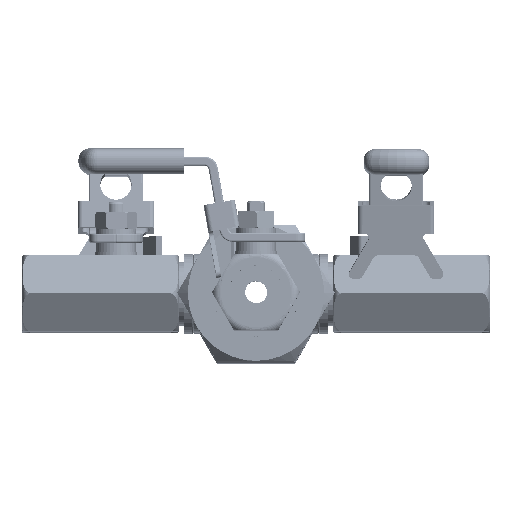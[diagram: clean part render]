
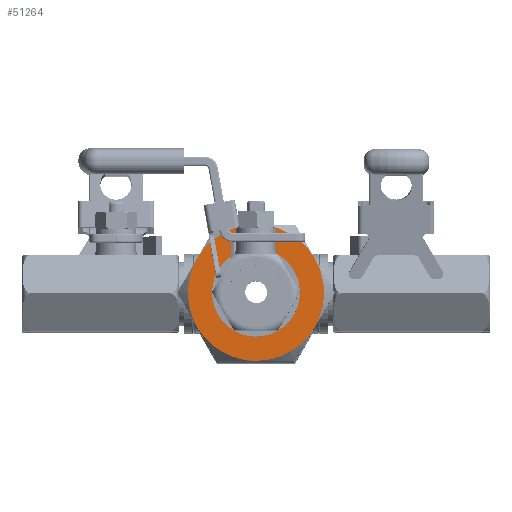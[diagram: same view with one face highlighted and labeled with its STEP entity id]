
A CAD part, top view. The second image highlights one B-rep face of the part: STEP entity #51264.
In plain terms, the highlighted planar face has unit normal (0, 0, 1).
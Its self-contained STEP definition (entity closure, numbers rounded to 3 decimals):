
#485 = VERTEX_POINT ( 'NONE', #19124 ) ;
#1407 = DIRECTION ( 'NONE',  ( 1., 0., 0. ) ) ;
#1505 = ORIENTED_EDGE ( 'NONE', *, *, #29751, .T. ) ;
#1516 = ORIENTED_EDGE ( 'NONE', *, *, #29415, .T. ) ;
#1962 = EDGE_CURVE ( 'NONE', #50758, #485, #15776, .T. ) ;
#3180 = ORIENTED_EDGE ( 'NONE', *, *, #11679, .T. ) ;
#4527 = CARTESIAN_POINT ( 'NONE',  ( 0., -15.2, 23.5 ) ) ;
#4590 = VERTEX_POINT ( 'NONE', #10823 ) ;
#4645 = CARTESIAN_POINT ( 'NONE',  ( 0., 0., 23.5 ) ) ;
#5499 = EDGE_CURVE ( 'NONE', #51523, #4590, #41392, .T. ) ;
#5752 = DIRECTION ( 'NONE',  ( 0., 0., -1. ) ) ;
#5925 = ORIENTED_EDGE ( 'NONE', *, *, #5499, .T. ) ;
#8015 = DIRECTION ( 'NONE',  ( 1., 0., 0. ) ) ;
#9085 = FACE_BOUND ( 'NONE', #25612, .T. ) ;
#9266 = CARTESIAN_POINT ( 'NONE',  ( 0., 0., 23.5 ) ) ;
#9353 = CARTESIAN_POINT ( 'NONE',  ( 0., 0., 23.5 ) ) ;
#9513 = DIRECTION ( 'NONE',  ( 1., 0., 0. ) ) ;
#9785 = EDGE_CURVE ( 'NONE', #4590, #39264, #31578, .T. ) ;
#10255 = DIRECTION ( 'NONE',  ( 1., 0., 0. ) ) ;
#10823 = CARTESIAN_POINT ( 'NONE',  ( 13.164, -7.6, 23.5 ) ) ;
#10925 = CIRCLE ( 'NONE', #32898, 15.2 ) ;
#11679 = EDGE_CURVE ( 'NONE', #17706, #51523, #14737, .T. ) ;
#12948 = CARTESIAN_POINT ( 'NONE',  ( 0., 0., 23.5 ) ) ;
#13014 = ORIENTED_EDGE ( 'NONE', *, *, #37263, .F. ) ;
#13766 = DIRECTION ( 'NONE',  ( 1., 0., 0. ) ) ;
#13827 = VERTEX_POINT ( 'NONE', #33058 ) ;
#14600 = DIRECTION ( 'NONE',  ( 0., 0., 1. ) ) ;
#14737 = CIRCLE ( 'NONE', #40130, 15.2 ) ;
#15776 = CIRCLE ( 'NONE', #24224, 15.2 ) ;
#16065 = CIRCLE ( 'NONE', #43954, 9.8 ) ;
#17363 = VERTEX_POINT ( 'NONE', #30761 ) ;
#17706 = VERTEX_POINT ( 'NONE', #34615 ) ;
#18307 = DIRECTION ( 'NONE',  ( 1., 0., 0. ) ) ;
#19124 = CARTESIAN_POINT ( 'NONE',  ( 0., 15.2, 23.5 ) ) ;
#19622 = DIRECTION ( 'NONE',  ( 0., 0., 1. ) ) ;
#19872 = DIRECTION ( 'NONE',  ( 1., 0., 0. ) ) ;
#20377 = ORIENTED_EDGE ( 'NONE', *, *, #33051, .F. ) ;
#20547 = AXIS2_PLACEMENT_3D ( 'NONE', #12948, #33655, #9513 ) ;
#20821 = DIRECTION ( 'NONE',  ( 0., 0., 1. ) ) ;
#22485 = CIRCLE ( 'NONE', #51198, 9.8 ) ;
#23434 = AXIS2_PLACEMENT_3D ( 'NONE', #9353, #25793, #1407 ) ;
#24224 = AXIS2_PLACEMENT_3D ( 'NONE', #42027, #5752, #42291 ) ;
#25433 = DIRECTION ( 'NONE',  ( 0., 0., 1. ) ) ;
#25612 = EDGE_LOOP ( 'NONE', ( #20377, #13014 ) ) ;
#25793 = DIRECTION ( 'NONE',  ( 0., 0., 1. ) ) ;
#26732 = CARTESIAN_POINT ( 'NONE',  ( 13.164, 7.6, 23.5 ) ) ;
#27295 = CARTESIAN_POINT ( 'NONE',  ( 0., 0., 23.5 ) ) ;
#29415 = EDGE_CURVE ( 'NONE', #39264, #485, #10925, .T. ) ;
#29517 = PLANE ( 'NONE',  #23434 ) ;
#29751 = EDGE_CURVE ( 'NONE', #50758, #13827, #33776, .T. ) ;
#30761 = CARTESIAN_POINT ( 'NONE',  ( 9.8, 0., 23.5 ) ) ;
#31008 = ORIENTED_EDGE ( 'NONE', *, *, #9785, .T. ) ;
#31578 = CIRCLE ( 'NONE', #20547, 15.2 ) ;
#32898 = AXIS2_PLACEMENT_3D ( 'NONE', #44552, #36080, #8015 ) ;
#33021 = DIRECTION ( 'NONE',  ( 1., 0., 0. ) ) ;
#33051 = EDGE_CURVE ( 'NONE', #39073, #17363, #16065, .T. ) ;
#33058 = CARTESIAN_POINT ( 'NONE',  ( -15.2, 0., 23.5 ) ) ;
#33492 = FACE_OUTER_BOUND ( 'NONE', #41569, .T. ) ;
#33655 = DIRECTION ( 'NONE',  ( 0., 0., 1. ) ) ;
#33776 = CIRCLE ( 'NONE', #47281, 15.2 ) ;
#34615 = CARTESIAN_POINT ( 'NONE',  ( -13.164, -7.6, 23.5 ) ) ;
#34641 = CARTESIAN_POINT ( 'NONE',  ( 0., 0., 23.5 ) ) ;
#34986 = DIRECTION ( 'NONE',  ( 1., 0., 0. ) ) ;
#35470 = AXIS2_PLACEMENT_3D ( 'NONE', #34641, #46536, #10255 ) ;
#36080 = DIRECTION ( 'NONE',  ( 0., 0., 1. ) ) ;
#37263 = EDGE_CURVE ( 'NONE', #17363, #39073, #22485, .T. ) ;
#38094 = EDGE_CURVE ( 'NONE', #13827, #17706, #47003, .T. ) ;
#38957 = CARTESIAN_POINT ( 'NONE',  ( 0., 0., 23.5 ) ) ;
#39073 = VERTEX_POINT ( 'NONE', #49449 ) ;
#39264 = VERTEX_POINT ( 'NONE', #26732 ) ;
#39392 = AXIS2_PLACEMENT_3D ( 'NONE', #27295, #19622, #19872 ) ;
#40130 = AXIS2_PLACEMENT_3D ( 'NONE', #9266, #25433, #13766 ) ;
#41392 = CIRCLE ( 'NONE', #35470, 15.2 ) ;
#41569 = EDGE_LOOP ( 'NONE', ( #31008, #1516, #49108, #1505, #44748, #3180, #5925 ) ) ;
#42027 = CARTESIAN_POINT ( 'NONE',  ( 0., 0., 23.5 ) ) ;
#42291 = DIRECTION ( 'NONE',  ( -1., 0., 0. ) ) ;
#43422 = CARTESIAN_POINT ( 'NONE',  ( 0., 0., 23.5 ) ) ;
#43702 = DIRECTION ( 'NONE',  ( 0., 0., 1. ) ) ;
#43954 = AXIS2_PLACEMENT_3D ( 'NONE', #43422, #43702, #18307 ) ;
#44552 = CARTESIAN_POINT ( 'NONE',  ( 0., 0., 23.5 ) ) ;
#44748 = ORIENTED_EDGE ( 'NONE', *, *, #38094, .T. ) ;
#46536 = DIRECTION ( 'NONE',  ( 0., 0., 1. ) ) ;
#47003 = CIRCLE ( 'NONE', #39392, 15.2 ) ;
#47281 = AXIS2_PLACEMENT_3D ( 'NONE', #38957, #14600, #34986 ) ;
#49108 = ORIENTED_EDGE ( 'NONE', *, *, #1962, .F. ) ;
#49377 = CARTESIAN_POINT ( 'NONE',  ( -13.164, 7.6, 23.5 ) ) ;
#49449 = CARTESIAN_POINT ( 'NONE',  ( -9.8, 0., 23.5 ) ) ;
#50758 = VERTEX_POINT ( 'NONE', #49377 ) ;
#51198 = AXIS2_PLACEMENT_3D ( 'NONE', #4645, #20821, #33021 ) ;
#51264 = ADVANCED_FACE ( 'NONE', ( #9085, #33492 ), #29517, .T. ) ;
#51523 = VERTEX_POINT ( 'NONE', #4527 ) ;
